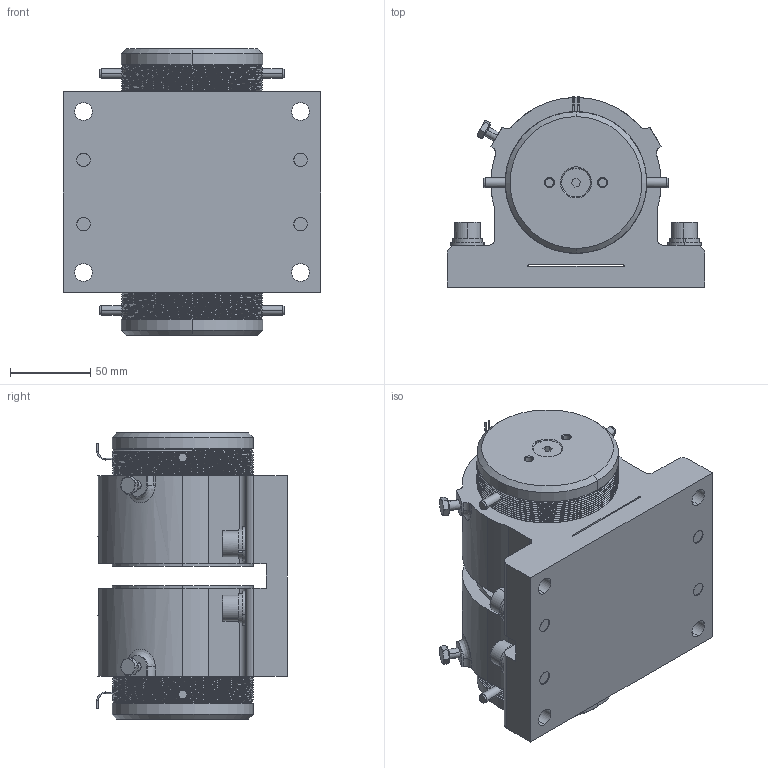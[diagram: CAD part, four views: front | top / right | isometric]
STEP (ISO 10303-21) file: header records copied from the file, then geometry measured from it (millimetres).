
FILE_DESCRIPTION (( 'STEP AP203' ), '1' );
FILE_NAME ('PGDB-50(Web—p).STEP', '2025-12-16T08:18:44', ( '' ), ( '' ), 'SwSTEP 2.0', 'SolidWorks 2024', '' );
FILE_SCHEMA (( 'CONFIG_CONTROL_DESIGN' ));
Products named in the file (1): PGDB-50(Web用)
Bounding box: 160 x 118.5 x 178 mm (x, y, z)
Volume: 1602122.1 mm3; surface area: 201071.7 mm2
Topology: 1 solids, 1 shells, 670 faces, 1704 edges, 1072 vertices
Faces by surface type: cylinder 248, plane 230, bspline 86, cone 78, torus 28
Entity records: 101933 total; most frequent: CARTESIAN_POINT 86623, ORIENTED_EDGE 3392, DIRECTION 2990, EDGE_CURVE 1696, AXIS2_PLACEMENT_3D 1179, VERTEX_POINT 1072, EDGE_LOOP 738, ADVANCED_FACE 670
